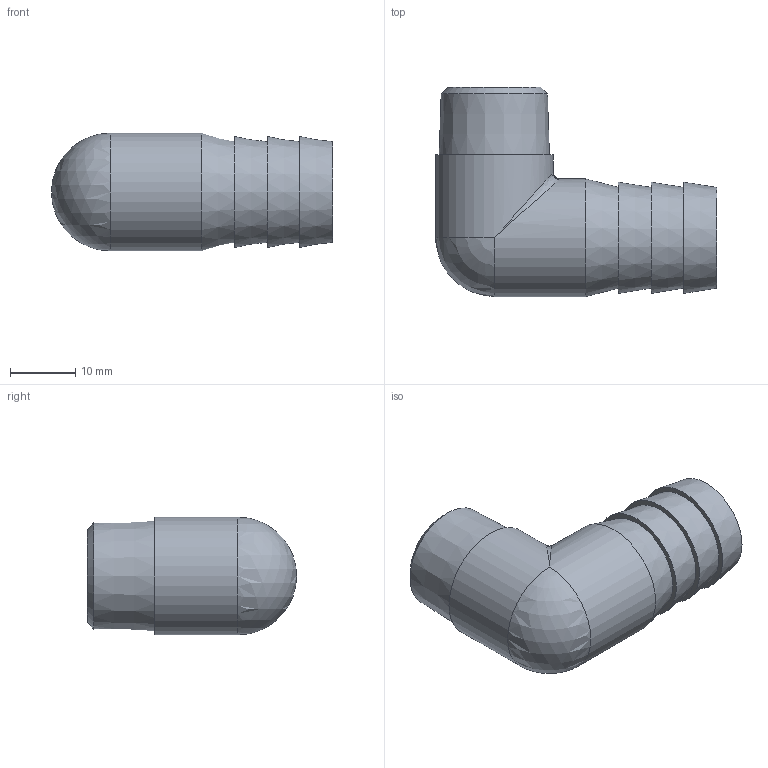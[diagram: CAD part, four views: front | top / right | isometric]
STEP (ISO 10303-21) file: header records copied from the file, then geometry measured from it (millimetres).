
FILE_DESCRIPTION(/* description */ (''),/* implementation_level */ '2;1');
FILE_NAME(/* name */ '3D_R304-SL-DN10_172564250.stp',/* time_stamp */ '2021-07-22T09:20:10+02:00',/* author */ ('cad'),/* organization */ (''),/* preprocessor_version */ 'ST-DEVELOPER v18.1',/* originating_system */ 'Autodesk Inventor 2022',/* authorisation */ '');
FILE_SCHEMA (('AUTOMOTIVE_DESIGN { 1 0 10303 214 3 1 1 }'));
Length unit declared in the file: millimetre
Products named in the file (1): 3D_R304-SL-DN10_172564250
Bounding box: 43 x 32 x 18 mm (x, y, z)
Volume: 7047.5 mm3; surface area: 5339.2 mm2
Topology: 1 solids, 1 shells, 24 faces, 54 edges, 29 vertices
Faces by surface type: cone 8, plane 6, cylinder 4, bspline 4, sphere 2
Full cylindrical faces by diameter (mm): 10.8 x1, 12 x1, 18 x2
Entity records: 872 total; most frequent: CARTESIAN_POINT 331, DIRECTION 110, ORIENTED_EDGE 94, AXIS2_PLACEMENT_3D 49, EDGE_CURVE 47, EDGE_LOOP 30, VERTEX_POINT 29, FACE_OUTER_BOUND 24
